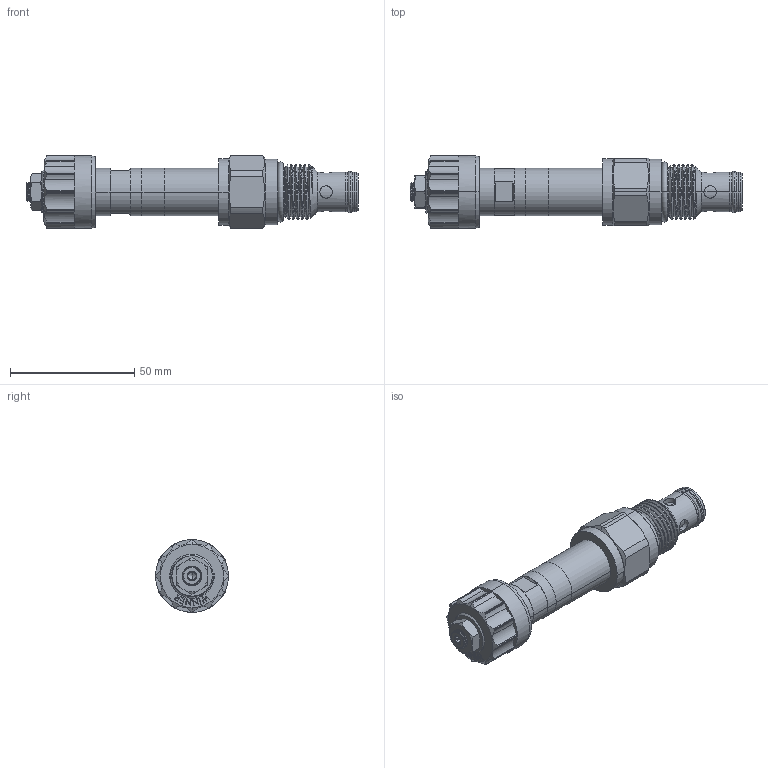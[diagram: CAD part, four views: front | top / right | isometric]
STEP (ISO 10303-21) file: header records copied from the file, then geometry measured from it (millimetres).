
FILE_DESCRIPTION (( 'STEP AP203' ), '1' );
FILE_NAME ('PEP10W2D01N0550.STEP', '2024-06-04T07:01:30', ( '' ), ( '' ), 'SwSTEP 2.0', 'SolidWorks 2018', '' );
FILE_SCHEMA (( 'CONFIG_CONTROL_DESIGN' ));
Products named in the file (1): PEP10W2D01N0550
Bounding box: 133.35 x 29.2 x 29.6 mm (x, y, z)
Volume: 53285.1 mm3; surface area: 20060.7 mm2
Topology: 8 solids, 16 shells, 579 faces, 1400 edges, 873 vertices
Faces by surface type: cylinder 216, plane 161, cone 110, bspline 48, torus 44
Entity records: 76629 total; most frequent: CARTESIAN_POINT 63687, ORIENTED_EDGE 2792, DIRECTION 2570, EDGE_CURVE 1396, AXIS2_PLACEMENT_3D 999, VERTEX_POINT 873, EDGE_LOOP 627, ADVANCED_FACE 579
